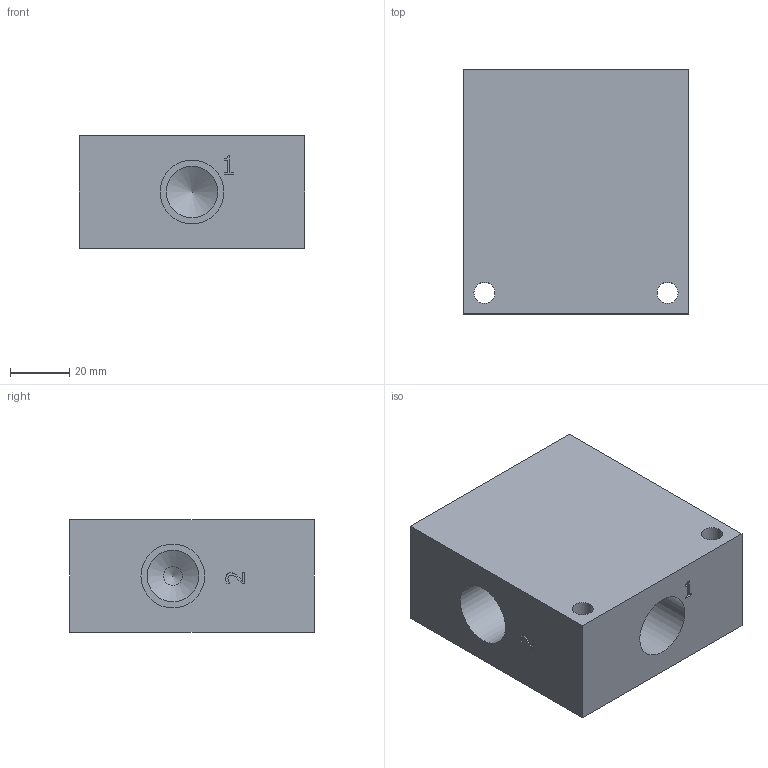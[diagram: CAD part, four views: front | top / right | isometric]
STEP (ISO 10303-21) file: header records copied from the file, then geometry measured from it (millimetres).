
FILE_DESCRIPTION(/* description */ (''),/* implementation_level */ '2;1');
FILE_NAME(/* name */ '_C103CB8P.stp',/* time_stamp */ '2020-06-01T12:23:07-04:00',/* author */ ('devonn'),/* organization */ (''),/* preprocessor_version */ 'ST-DEVELOPER v17',/* originating_system */ 'Autodesk Inventor 2019',/* authorisation */ '');
FILE_SCHEMA (('AUTOMOTIVE_DESIGN { 1 0 10303 214 3 1 1 }'));
Length unit declared in the file: millimetre
Products named in the file (1): Part_DC103CB8P.C13689R0_3D
Bounding box: 76.2 x 82.55 x 38.1 mm (x, y, z)
Volume: 205088.5 mm3; surface area: 32943 mm2
Topology: 1 solids, 1 shells, 425 faces, 1175 edges, 787 vertices
Faces by surface type: plane 252, bspline 144, cylinder 17, cone 12
Full cylindrical faces by diameter (mm): 6.35 x2, 7.137 x2, 10.719 x1, 13.868 x1, 14.3 x1, 15.9 x1, 17.475 x2, 17.5 x1, 20.625 x1, 21.59 x2, 22.23 x1, 22.49 x1, 34.14 x1
Entity records: 14610 total; most frequent: CARTESIAN_POINT 4256, ORIENTED_EDGE 2342, DIRECTION 1512, EDGE_CURVE 1171, LINE 818, VECTOR 818, VERTEX_POINT 787, EDGE_LOOP 468
